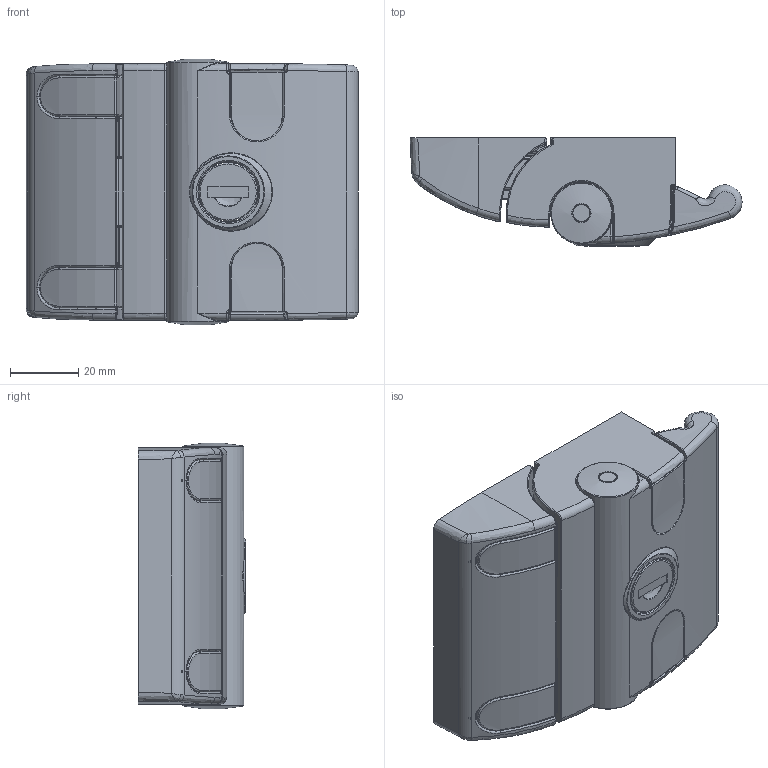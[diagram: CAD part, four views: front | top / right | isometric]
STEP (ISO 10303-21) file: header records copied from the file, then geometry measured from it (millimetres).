
FILE_DESCRIPTION(/* description */ (''),/* implementation_level */ '2;1');
FILE_NAME(/* name */ '620013_2016.stp',/* time_stamp */ '2018-04-18T14:57:03+02:00',/* author */ ('Frančeová'),/* organization */ ('Alutec K&K'),/* preprocessor_version */ 'ST-DEVELOPER v16.1',/* originating_system */ 'Autodesk Inventor 2016',/* authorisation */ '');
FILE_SCHEMA (('AUTOMOTIVE_DESIGN { 1 0 10303 214 3 1 1 }'));
Products named in the file (3): 620013_2016_002; 620013_2016_001; 620013_2016
Assembly tree (2 placements, depth 2):
  620013_2016
    620013_2016_002
    620013_2016_001
Bounding box: 97.21 x 31.57 x 77.81 mm (x, y, z)
Volume: 75787 mm3; surface area: 62098.8 mm2
Topology: 15 solids, 15 shells, 2980 faces, 7500 edges, 4281 vertices
Faces by surface type: cylinder 987, plane 908, bspline 643, torus 248, sphere 177, cone 17
Full cylindrical faces by diameter (mm): 1.7 x2, 4.5 x1, 5 x9, 5.474 x1, 5.5 x1, 6 x1, 11 x1, 11.9 x2, 13 x1, 15 x1, 16 x1, 17 x1, 18 x2
Entity records: 121606 total; most frequent: CARTESIAN_POINT 52048, ORIENTED_EDGE 14298, DIRECTION 13711, EDGE_CURVE 7149, AXIS2_PLACEMENT_3D 5283, VERTEX_POINT 4256, LINE 3145, VECTOR 3145
